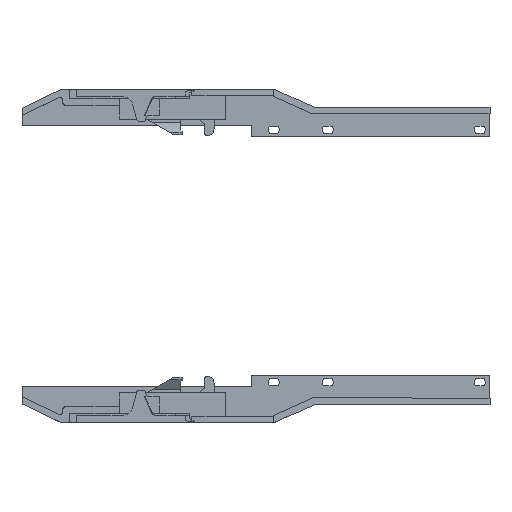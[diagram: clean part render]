
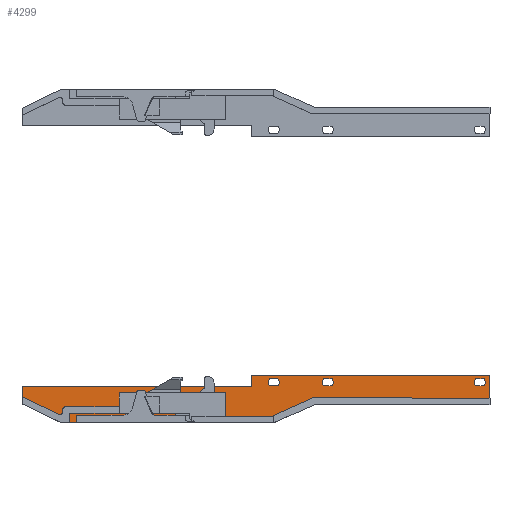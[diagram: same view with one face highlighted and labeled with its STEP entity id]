
A CAD part, top view. The second image highlights one B-rep face of the part: STEP entity #4299.
In plain terms, the highlighted free-form (B-spline) face has degree [1, 1] with [2, 2] control points.
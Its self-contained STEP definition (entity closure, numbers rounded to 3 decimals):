
#3467=CARTESIAN_POINT('',(96.99,-48.,2.5));
#3468=VERTEX_POINT('',#3467);
#3469=CARTESIAN_POINT('',(96.99,-45.4,2.5));
#3470=VERTEX_POINT('',#3469);
#3471=CARTESIAN_POINT('',(95.47,-46.7,2.5));
#3472=DIRECTION('',(0.0,0.0,1.0));
#3473=DIRECTION('',(1.0,0.0,0.0));
#3474=AXIS2_PLACEMENT_3D('',#3471,#3472,#3473);
#3475=CIRCLE('',#3474,2.);
#3476=EDGE_CURVE('',#3468,#3470,#3475,.T.);
#3509=CARTESIAN_POINT('',(93.95,-45.4,2.5));
#3510=VERTEX_POINT('',#3509);
#3511=CARTESIAN_POINT('',(96.99,-45.4,2.5));
#3512=DIRECTION('',(-1.0,0.0,0.0));
#3513=VECTOR('',#3512,3.04);
#3514=LINE('',#3511,#3513);
#3515=EDGE_CURVE('',#3470,#3510,#3514,.T.);
#3561=CARTESIAN_POINT('',(93.95,-48.,2.5));
#3562=VERTEX_POINT('',#3561);
#3563=CARTESIAN_POINT('',(95.47,-46.7,2.5));
#3564=DIRECTION('',(0.0,0.0,1.0));
#3565=DIRECTION('',(-1.0,0.0,0.0));
#3566=AXIS2_PLACEMENT_3D('',#3563,#3564,#3565);
#3567=CIRCLE('',#3566,2.);
#3568=EDGE_CURVE('',#3510,#3562,#3567,.T.);
#3594=CARTESIAN_POINT('',(93.95,-48.,2.5));
#3595=DIRECTION('',(1.0,0.0,0.0));
#3596=VECTOR('',#3595,3.04);
#3597=LINE('',#3594,#3596);
#3598=EDGE_CURVE('',#3562,#3468,#3597,.T.);
#3637=CARTESIAN_POINT('',(20.79,-48.,2.5));
#3638=VERTEX_POINT('',#3637);
#3639=CARTESIAN_POINT('',(20.79,-45.4,2.5));
#3640=VERTEX_POINT('',#3639);
#3641=CARTESIAN_POINT('',(19.27,-46.7,2.5));
#3642=DIRECTION('',(0.0,0.0,1.0));
#3643=DIRECTION('',(1.0,0.0,0.0));
#3644=AXIS2_PLACEMENT_3D('',#3641,#3642,#3643);
#3645=CIRCLE('',#3644,2.);
#3646=EDGE_CURVE('',#3638,#3640,#3645,.T.);
#3679=CARTESIAN_POINT('',(17.75,-45.4,2.5));
#3680=VERTEX_POINT('',#3679);
#3681=CARTESIAN_POINT('',(20.79,-45.4,2.5));
#3682=DIRECTION('',(-1.0,0.0,0.0));
#3683=VECTOR('',#3682,3.04);
#3684=LINE('',#3681,#3683);
#3685=EDGE_CURVE('',#3640,#3680,#3684,.T.);
#3731=CARTESIAN_POINT('',(17.75,-48.,2.5));
#3732=VERTEX_POINT('',#3731);
#3733=CARTESIAN_POINT('',(19.27,-46.7,2.5));
#3734=DIRECTION('',(0.0,0.0,1.0));
#3735=DIRECTION('',(-1.0,0.0,0.0));
#3736=AXIS2_PLACEMENT_3D('',#3733,#3734,#3735);
#3737=CIRCLE('',#3736,2.);
#3738=EDGE_CURVE('',#3680,#3732,#3737,.T.);
#3764=CARTESIAN_POINT('',(17.75,-48.,2.5));
#3765=DIRECTION('',(1.0,0.0,0.0));
#3766=VECTOR('',#3765,3.04);
#3767=LINE('',#3764,#3766);
#3768=EDGE_CURVE('',#3732,#3638,#3767,.T.);
#3807=CARTESIAN_POINT('',(40.79,-48.,2.5));
#3808=VERTEX_POINT('',#3807);
#3809=CARTESIAN_POINT('',(40.79,-45.4,2.5));
#3810=VERTEX_POINT('',#3809);
#3811=CARTESIAN_POINT('',(39.27,-46.7,2.5));
#3812=DIRECTION('',(0.0,0.0,1.0));
#3813=DIRECTION('',(1.0,0.0,0.0));
#3814=AXIS2_PLACEMENT_3D('',#3811,#3812,#3813);
#3815=CIRCLE('',#3814,2.);
#3816=EDGE_CURVE('',#3808,#3810,#3815,.T.);
#3849=CARTESIAN_POINT('',(37.75,-45.4,2.5));
#3850=VERTEX_POINT('',#3849);
#3851=CARTESIAN_POINT('',(40.79,-45.4,2.5));
#3852=DIRECTION('',(-1.0,0.0,0.0));
#3853=VECTOR('',#3852,3.04);
#3854=LINE('',#3851,#3853);
#3855=EDGE_CURVE('',#3810,#3850,#3854,.T.);
#3901=CARTESIAN_POINT('',(37.75,-48.,2.5));
#3902=VERTEX_POINT('',#3901);
#3903=CARTESIAN_POINT('',(39.27,-46.7,2.5));
#3904=DIRECTION('',(0.0,0.0,1.0));
#3905=DIRECTION('',(-1.0,0.0,0.0));
#3906=AXIS2_PLACEMENT_3D('',#3903,#3904,#3905);
#3907=CIRCLE('',#3906,2.);
#3908=EDGE_CURVE('',#3850,#3902,#3907,.T.);
#3934=CARTESIAN_POINT('',(37.75,-48.,2.5));
#3935=DIRECTION('',(1.0,0.0,0.0));
#3936=VECTOR('',#3935,3.04);
#3937=LINE('',#3934,#3936);
#3938=EDGE_CURVE('',#3902,#3808,#3937,.T.);
#3956=CARTESIAN_POINT('',(99.17,-44.,2.5));
#3957=VERTEX_POINT('',#3956);
#3958=CARTESIAN_POINT('',(10.97,-44.,2.5));
#3959=VERTEX_POINT('',#3958);
#3960=CARTESIAN_POINT('',(99.17,-44.,2.5));
#3961=DIRECTION('',(-1.0,0.0,0.0));
#3962=VECTOR('',#3961,88.2);
#3963=LINE('',#3960,#3962);
#3964=EDGE_CURVE('',#3957,#3959,#3963,.T.);
#3996=CARTESIAN_POINT('',(10.97,-48.2,2.5));
#3997=VERTEX_POINT('',#3996);
#3998=CARTESIAN_POINT('',(10.97,-44.,2.5));
#3999=DIRECTION('',(0.0,-1.0,0.0));
#4000=VECTOR('',#3999,4.2);
#4001=LINE('',#3998,#4000);
#4002=EDGE_CURVE('',#3959,#3997,#4001,.T.);
#4027=CARTESIAN_POINT('',(-73.83,-48.2,2.5));
#4028=VERTEX_POINT('',#4027);
#4029=CARTESIAN_POINT('',(10.97,-48.2,2.5));
#4030=DIRECTION('',(-1.0,0.0,0.0));
#4031=VECTOR('',#4030,84.8);
#4032=LINE('',#4029,#4031);
#4033=EDGE_CURVE('',#3997,#4028,#4032,.T.);
#4058=CARTESIAN_POINT('',(-73.83,-54.7,2.5));
#4059=VERTEX_POINT('',#4058);
#4060=CARTESIAN_POINT('',(-73.83,-48.2,2.5));
#4061=DIRECTION('',(0.0,-1.0,0.0));
#4062=VECTOR('',#4061,6.5);
#4063=LINE('',#4060,#4062);
#4064=EDGE_CURVE('',#4028,#4059,#4063,.T.);
#4089=CARTESIAN_POINT('',(-59.23,-61.7,2.5));
#4090=VERTEX_POINT('',#4089);
#4091=CARTESIAN_POINT('',(-73.83,-54.7,2.5));
#4092=DIRECTION('',(0.902,-0.432,0.0));
#4093=VECTOR('',#4092,16.191);
#4094=LINE('',#4091,#4093);
#4095=EDGE_CURVE('',#4059,#4090,#4094,.T.);
#4120=CARTESIAN_POINT('',(19.27,-61.7,2.5));
#4121=VERTEX_POINT('',#4120);
#4122=CARTESIAN_POINT('',(-59.23,-61.7,2.5));
#4123=DIRECTION('',(1.0,0.0,0.0));
#4124=VECTOR('',#4123,78.5);
#4125=LINE('',#4122,#4124);
#4126=EDGE_CURVE('',#4090,#4121,#4125,.T.);
#4151=CARTESIAN_POINT('',(34.17,-55.,2.5));
#4152=VERTEX_POINT('',#4151);
#4153=CARTESIAN_POINT('',(19.27,-61.7,2.5));
#4154=DIRECTION('',(0.912,0.41,0.0));
#4155=VECTOR('',#4154,16.337);
#4156=LINE('',#4153,#4155);
#4157=EDGE_CURVE('',#4121,#4152,#4156,.T.);
#4182=CARTESIAN_POINT('',(99.17,-55.,2.5));
#4183=VERTEX_POINT('',#4182);
#4184=CARTESIAN_POINT('',(34.17,-55.,2.5));
#4185=DIRECTION('',(1.0,0.0,0.0));
#4186=VECTOR('',#4185,65.0);
#4187=LINE('',#4184,#4186);
#4188=EDGE_CURVE('',#4152,#4183,#4187,.T.);
#4213=CARTESIAN_POINT('',(99.17,-55.,2.5));
#4214=DIRECTION('',(0.0,1.0,0.0));
#4215=VECTOR('',#4214,11.0);
#4216=LINE('',#4213,#4215);
#4217=EDGE_CURVE('',#4183,#3957,#4216,.T.);
#4265=CARTESIAN_POINT('',(-73.83,-61.7,2.5));
#4266=CARTESIAN_POINT('',(99.17,-61.7,2.5));
#4267=CARTESIAN_POINT('',(-73.83,-44.,2.5));
#4268=CARTESIAN_POINT('',(99.17,-44.,2.5));
#4269=B_SPLINE_SURFACE_WITH_KNOTS('',1,1,((#4265,#4267),(#4266,#4268)),.UNSPECIFIED.,.F.,.F.,.U.,(2,2),(2,2),(0.0,173.0),(0.0,17.7),.UNSPECIFIED.);
#4270=ORIENTED_EDGE('',*,*,#3964,.T.);
#4271=ORIENTED_EDGE('',*,*,#4002,.T.);
#4272=ORIENTED_EDGE('',*,*,#4033,.T.);
#4273=ORIENTED_EDGE('',*,*,#4064,.T.);
#4274=ORIENTED_EDGE('',*,*,#4095,.T.);
#4275=ORIENTED_EDGE('',*,*,#4126,.T.);
#4276=ORIENTED_EDGE('',*,*,#4157,.T.);
#4277=ORIENTED_EDGE('',*,*,#4188,.T.);
#4278=ORIENTED_EDGE('',*,*,#4217,.T.);
#4279=EDGE_LOOP('',(#4270,#4271,#4272,#4273,#4274,#4275,#4276,#4277,#4278));
#4280=FACE_OUTER_BOUND('',#4279,.T.);
#4281=ORIENTED_EDGE('',*,*,#3476,.F.);
#4282=ORIENTED_EDGE('',*,*,#3598,.F.);
#4283=ORIENTED_EDGE('',*,*,#3568,.F.);
#4284=ORIENTED_EDGE('',*,*,#3515,.F.);
#4285=EDGE_LOOP('',(#4281,#4282,#4283,#4284));
#4286=FACE_BOUND('',#4285,.T.);
#4287=ORIENTED_EDGE('',*,*,#3646,.F.);
#4288=ORIENTED_EDGE('',*,*,#3768,.F.);
#4289=ORIENTED_EDGE('',*,*,#3738,.F.);
#4290=ORIENTED_EDGE('',*,*,#3685,.F.);
#4291=EDGE_LOOP('',(#4287,#4288,#4289,#4290));
#4292=FACE_BOUND('',#4291,.T.);
#4293=ORIENTED_EDGE('',*,*,#3816,.F.);
#4294=ORIENTED_EDGE('',*,*,#3938,.F.);
#4295=ORIENTED_EDGE('',*,*,#3908,.F.);
#4296=ORIENTED_EDGE('',*,*,#3855,.F.);
#4297=EDGE_LOOP('',(#4293,#4294,#4295,#4296));
#4298=FACE_BOUND('',#4297,.T.);
#4299=ADVANCED_FACE('',(#4280,#4286,#4292,#4298),#4269,.T.);
